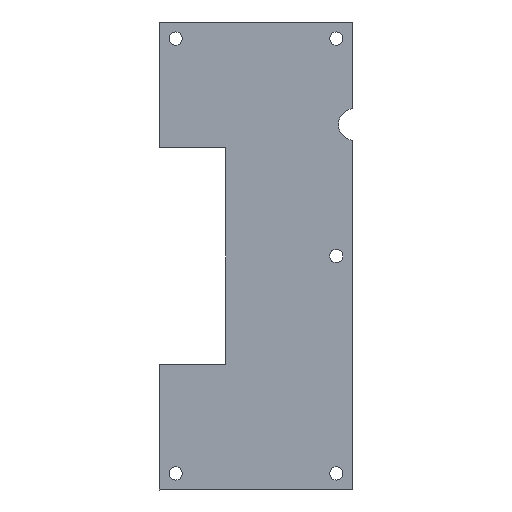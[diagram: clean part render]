
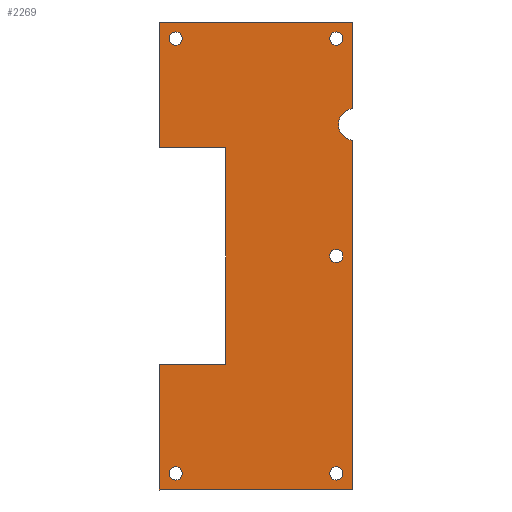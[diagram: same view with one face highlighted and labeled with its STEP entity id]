
A CAD part, front view. The second image highlights one B-rep face of the part: STEP entity #2269.
In plain terms, the highlighted planar face has unit normal (0, -1, 0).
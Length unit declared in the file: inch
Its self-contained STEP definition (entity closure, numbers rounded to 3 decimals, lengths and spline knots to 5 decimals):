
#29=CIRCLE('',#2407,0.23905);
#30=CIRCLE('',#2409,0.1);
#31=CIRCLE('',#2410,0.1);
#32=CIRCLE('',#2411,0.1);
#33=CIRCLE('',#2412,0.1);
#34=CIRCLE('',#2413,0.1);
#52=FACE_BOUND('',#295,.T.);
#53=FACE_BOUND('',#296,.T.);
#54=FACE_BOUND('',#297,.T.);
#55=FACE_BOUND('',#298,.T.);
#56=FACE_BOUND('',#299,.T.);
#159=FACE_OUTER_BOUND('',#294,.T.);
#294=EDGE_LOOP('',(#1977,#1978,#1979,#1980,#1981,#1982,#1983,#1984,#1985,
#1986));
#295=EDGE_LOOP('',(#1987));
#296=EDGE_LOOP('',(#1988));
#297=EDGE_LOOP('',(#1989));
#298=EDGE_LOOP('',(#1990));
#299=EDGE_LOOP('',(#1991));
#591=LINE('',#3578,#889);
#592=LINE('',#3580,#890);
#593=LINE('',#3582,#891);
#594=LINE('',#3584,#892);
#595=LINE('',#3586,#893);
#596=LINE('',#3588,#894);
#597=LINE('',#3590,#895);
#598=LINE('',#3592,#896);
#599=LINE('',#3593,#897);
#889=VECTOR('',#2927,0.3937);
#890=VECTOR('',#2928,0.3937);
#891=VECTOR('',#2929,0.3937);
#892=VECTOR('',#2930,0.3937);
#893=VECTOR('',#2931,0.3937);
#894=VECTOR('',#2932,0.3937);
#895=VECTOR('',#2933,0.3937);
#896=VECTOR('',#2934,0.3937);
#897=VECTOR('',#2935,0.3937);
#1104=VERTEX_POINT('',#3567);
#1105=VERTEX_POINT('',#3571);
#1106=VERTEX_POINT('',#3577);
#1107=VERTEX_POINT('',#3579);
#1108=VERTEX_POINT('',#3581);
#1109=VERTEX_POINT('',#3583);
#1110=VERTEX_POINT('',#3585);
#1111=VERTEX_POINT('',#3587);
#1112=VERTEX_POINT('',#3589);
#1113=VERTEX_POINT('',#3591);
#1114=VERTEX_POINT('',#3594);
#1115=VERTEX_POINT('',#3596);
#1116=VERTEX_POINT('',#3598);
#1117=VERTEX_POINT('',#3600);
#1118=VERTEX_POINT('',#3602);
#1402=EDGE_CURVE('',#1105,#1104,#29,.T.);
#1404=EDGE_CURVE('',#1104,#1106,#591,.T.);
#1405=EDGE_CURVE('',#1106,#1107,#592,.T.);
#1406=EDGE_CURVE('',#1107,#1108,#593,.T.);
#1407=EDGE_CURVE('',#1108,#1109,#594,.T.);
#1408=EDGE_CURVE('',#1109,#1110,#595,.T.);
#1409=EDGE_CURVE('',#1110,#1111,#596,.T.);
#1410=EDGE_CURVE('',#1111,#1112,#597,.T.);
#1411=EDGE_CURVE('',#1112,#1113,#598,.T.);
#1412=EDGE_CURVE('',#1113,#1105,#599,.T.);
#1413=EDGE_CURVE('',#1114,#1114,#30,.T.);
#1414=EDGE_CURVE('',#1115,#1115,#31,.T.);
#1415=EDGE_CURVE('',#1116,#1116,#32,.T.);
#1416=EDGE_CURVE('',#1117,#1117,#33,.T.);
#1417=EDGE_CURVE('',#1118,#1118,#34,.T.);
#1977=ORIENTED_EDGE('',*,*,#1402,.T.);
#1978=ORIENTED_EDGE('',*,*,#1404,.T.);
#1979=ORIENTED_EDGE('',*,*,#1405,.T.);
#1980=ORIENTED_EDGE('',*,*,#1406,.T.);
#1981=ORIENTED_EDGE('',*,*,#1407,.T.);
#1982=ORIENTED_EDGE('',*,*,#1408,.T.);
#1983=ORIENTED_EDGE('',*,*,#1409,.T.);
#1984=ORIENTED_EDGE('',*,*,#1410,.T.);
#1985=ORIENTED_EDGE('',*,*,#1411,.T.);
#1986=ORIENTED_EDGE('',*,*,#1412,.T.);
#1987=ORIENTED_EDGE('',*,*,#1413,.T.);
#1988=ORIENTED_EDGE('',*,*,#1414,.T.);
#1989=ORIENTED_EDGE('',*,*,#1415,.T.);
#1990=ORIENTED_EDGE('',*,*,#1416,.T.);
#1991=ORIENTED_EDGE('',*,*,#1417,.T.);
#2156=PLANE('',#2408);
#2269=ADVANCED_FACE('',(#159,#52,#53,#54,#55,#56),#2156,.F.);
#2407=AXIS2_PLACEMENT_3D('',#3572,#2923,#2924);
#2408=AXIS2_PLACEMENT_3D('',#3576,#2925,#2926);
#2409=AXIS2_PLACEMENT_3D('',#3595,#2936,#2937);
#2410=AXIS2_PLACEMENT_3D('',#3597,#2938,#2939);
#2411=AXIS2_PLACEMENT_3D('',#3599,#2940,#2941);
#2412=AXIS2_PLACEMENT_3D('',#3601,#2942,#2943);
#2413=AXIS2_PLACEMENT_3D('',#3603,#2944,#2945);
#2923=DIRECTION('center_axis',(0.,1.,0.));
#2924=DIRECTION('ref_axis',(1.,0.,0.));
#2925=DIRECTION('center_axis',(0.,1.,0.));
#2926=DIRECTION('ref_axis',(0.,0.,-1.));
#2927=DIRECTION('',(0.,0.,1.));
#2928=DIRECTION('',(-1.,0.,0.));
#2929=DIRECTION('',(0.,0.,-1.));
#2930=DIRECTION('',(1.,0.,0.));
#2931=DIRECTION('',(0.,0.,-1.));
#2932=DIRECTION('',(-1.,0.,0.));
#2933=DIRECTION('',(0.,0.,-1.));
#2934=DIRECTION('',(1.,0.,0.));
#2935=DIRECTION('',(0.,0.,1.));
#2936=DIRECTION('center_axis',(0.,1.,0.));
#2937=DIRECTION('ref_axis',(0.,0.,-1.));
#2938=DIRECTION('center_axis',(0.,1.,0.));
#2939=DIRECTION('ref_axis',(0.,0.,-1.));
#2940=DIRECTION('center_axis',(0.,1.,0.));
#2941=DIRECTION('ref_axis',(0.,0.,-1.));
#2942=DIRECTION('center_axis',(0.,1.,0.));
#2943=DIRECTION('ref_axis',(0.,0.,-1.));
#2944=DIRECTION('center_axis',(0.,1.,0.));
#2945=DIRECTION('ref_axis',(0.,0.,-1.));
#3567=CARTESIAN_POINT('',(1.15398,1.375,2.91445));
#3571=CARTESIAN_POINT('',(1.15398,1.375,2.4382));
#3572=CARTESIAN_POINT('Origin',(1.175,1.375,2.67632));
#3576=CARTESIAN_POINT('Origin',(-0.30372,1.375,0.69632));
#3577=CARTESIAN_POINT('',(1.15398,1.375,4.21757));
#3578=CARTESIAN_POINT('',(1.15398,1.375,4.21757));
#3579=CARTESIAN_POINT('',(-1.76141,1.375,4.21757));
#3580=CARTESIAN_POINT('',(-1.51141,1.375,4.21757));
#3581=CARTESIAN_POINT('',(-1.76141,1.375,2.32771));
#3582=CARTESIAN_POINT('',(-1.76141,1.375,2.32771));
#3583=CARTESIAN_POINT('',(-0.75571,1.375,2.32771));
#3584=CARTESIAN_POINT('',(-0.75571,1.375,2.32771));
#3585=CARTESIAN_POINT('',(-0.75571,1.375,-0.93506));
#3586=CARTESIAN_POINT('',(-0.75571,1.375,-0.93506));
#3587=CARTESIAN_POINT('',(-1.76141,1.375,-0.93506));
#3588=CARTESIAN_POINT('',(-1.76141,1.375,-0.93506));
#3589=CARTESIAN_POINT('',(-1.76141,1.375,-2.82493));
#3590=CARTESIAN_POINT('',(-1.76141,1.375,-3.12493));
#3591=CARTESIAN_POINT('',(1.15398,1.375,-2.82493));
#3592=CARTESIAN_POINT('',(1.15398,1.375,-2.82493));
#3593=CARTESIAN_POINT('',(1.15398,1.375,4.21757));
#3594=CARTESIAN_POINT('',(-1.51141,1.375,4.06757));
#3595=CARTESIAN_POINT('Origin',(-1.51141,1.375,3.96757));
#3596=CARTESIAN_POINT('',(0.90398,1.375,0.79632));
#3597=CARTESIAN_POINT('Origin',(0.90398,1.375,0.69632));
#3598=CARTESIAN_POINT('',(-1.51141,1.375,-2.47493));
#3599=CARTESIAN_POINT('Origin',(-1.51141,1.375,-2.57493));
#3600=CARTESIAN_POINT('',(0.90398,1.375,-2.47493));
#3601=CARTESIAN_POINT('Origin',(0.90398,1.375,-2.57493));
#3602=CARTESIAN_POINT('',(0.90398,1.375,4.06757));
#3603=CARTESIAN_POINT('Origin',(0.90398,1.375,3.96757));
